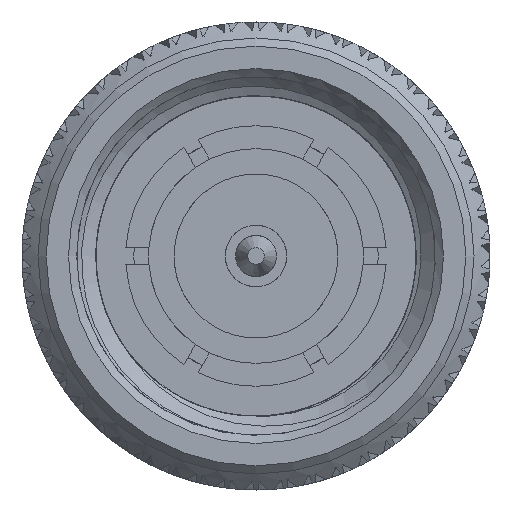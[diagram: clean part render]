
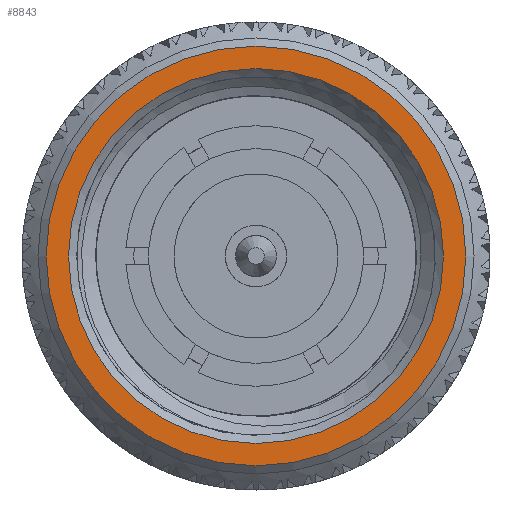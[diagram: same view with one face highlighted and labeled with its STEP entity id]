
A CAD part, left-side view. The second image highlights one B-rep face of the part: STEP entity #8843.
In plain terms, the highlighted planar face has unit normal (-1, 0, 0).
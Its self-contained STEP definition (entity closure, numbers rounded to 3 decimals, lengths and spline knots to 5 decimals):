
#151 = ORIENTED_EDGE ( 'NONE', *, *, #51270, .T. ) ;
#8843 = ADVANCED_FACE ( 'NONE', ( #12291, #93571 ), #74431, .F. ) ;
#12291 = FACE_BOUND ( 'NONE', #43813, .T. ) ;
#21385 = CARTESIAN_POINT ( 'NONE',  ( -0.00438, 0.22556, 0.00448 ) ) ;
#23759 = DIRECTION ( 'NONE',  ( 1., 0., 0. ) ) ;
#32050 = DIRECTION ( 'NONE',  ( 0., 1., 0. ) ) ;
#33598 = DIRECTION ( 'NONE',  ( 1., 0., 0. ) ) ;
#41775 = ORIENTED_EDGE ( 'NONE', *, *, #89998, .T. ) ;
#42852 = AXIS2_PLACEMENT_3D ( 'NONE', #56537, #23759, #32050 ) ;
#43813 = EDGE_LOOP ( 'NONE', ( #151 ) ) ;
#45518 = CIRCLE ( 'NONE', #42852, 0.22875 ) ;
#47653 = VERTEX_POINT ( 'NONE', #87720 ) ;
#51270 = EDGE_CURVE ( 'NONE', #91614, #91614, #45518, .T. ) ;
#56537 = CARTESIAN_POINT ( 'NONE',  ( -0.00438, -0.00319, 0.00448 ) ) ;
#62446 = AXIS2_PLACEMENT_3D ( 'NONE', #102489, #101452, #102836 ) ;
#65703 = CARTESIAN_POINT ( 'NONE',  ( -0.00438, 0.26681, 0.00448 ) ) ;
#74431 = PLANE ( 'NONE',  #88779 ) ;
#80463 = CIRCLE ( 'NONE', #62446, 0.256 ) ;
#87720 = CARTESIAN_POINT ( 'NONE',  ( -0.00438, 0.25281, 0.00448 ) ) ;
#88779 = AXIS2_PLACEMENT_3D ( 'NONE', #65703, #33598, #91326 ) ;
#89998 = EDGE_CURVE ( 'NONE', #47653, #47653, #80463, .T. ) ;
#91326 = DIRECTION ( 'NONE',  ( 0., 1., 0. ) ) ;
#91614 = VERTEX_POINT ( 'NONE', #21385 ) ;
#93571 = FACE_OUTER_BOUND ( 'NONE', #95462, .T. ) ;
#95462 = EDGE_LOOP ( 'NONE', ( #41775 ) ) ;
#101452 = DIRECTION ( 'NONE',  ( -1., 0., 0. ) ) ;
#102489 = CARTESIAN_POINT ( 'NONE',  ( -0.00438, -0.00319, 0.00448 ) ) ;
#102836 = DIRECTION ( 'NONE',  ( 0., 1., 0. ) ) ;
